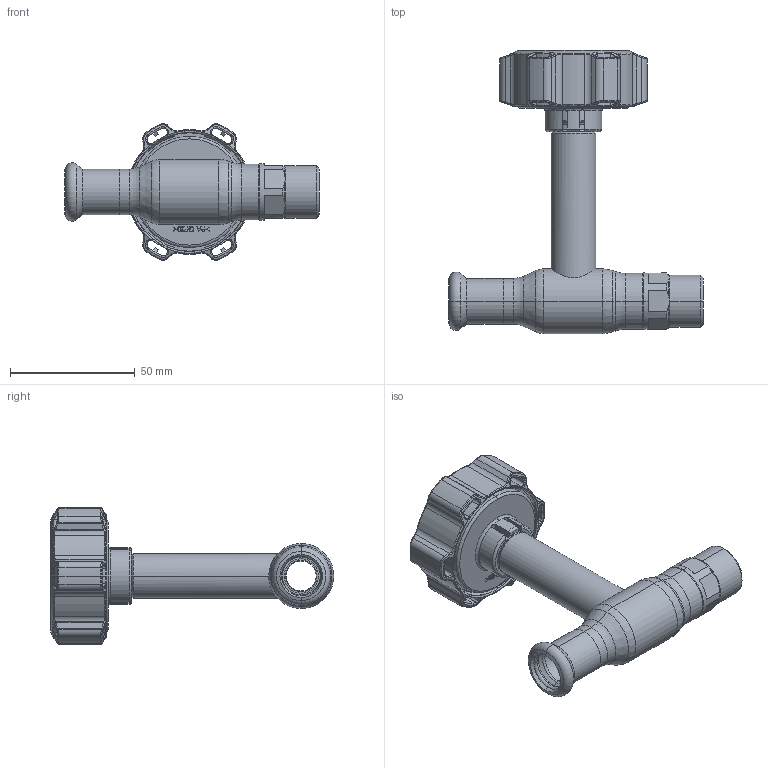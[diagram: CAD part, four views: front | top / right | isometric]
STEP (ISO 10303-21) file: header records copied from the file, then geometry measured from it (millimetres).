
FILE_DESCRIPTION (( 'STEP AP214' ), '1' );
FILE_NAME ('1010001211-1200.step', '2024-01-16T11:03:57', ( '' ), ( '' ), 'SwSTEP 2.0', 'SolidWorks 2021', '' );
FILE_SCHEMA (( 'AUTOMOTIVE_DESIGN' ));
Length unit declared in the file: millimetre
Products named in the file (1): 1010001211-1200
Bounding box: 102 x 113.4 x 54.57 mm (x, y, z)
Surface area: 27805.7 mm2 (no closed solid volume)
Topology: 0 solids, 10 shells, 534 faces, 1593 edges, 1040 vertices
Faces by surface type: bspline 171, cylinder 128, plane 98, torus 75, cone 62
Entity records: 33662 total; most frequent: CARTESIAN_POINT 15141, ORIENTED_EDGE 2800, DIRECTION 2213, EDGE_CURVE 1593, VERTEX_POINT 1040, AXIS2_PLACEMENT_3D 888, B_SPLINE_CURVE_WITH_KNOTS 602, EDGE_LOOP 566
